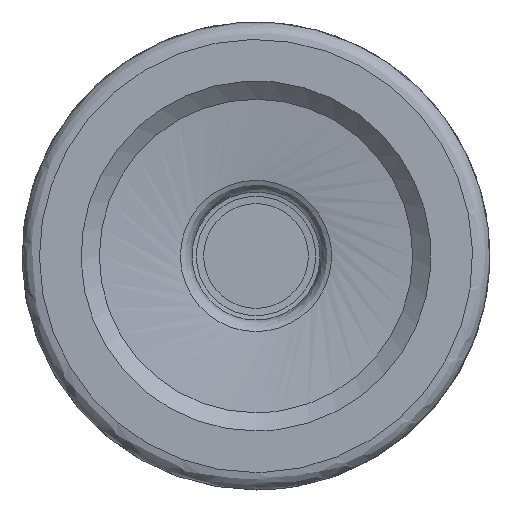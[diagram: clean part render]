
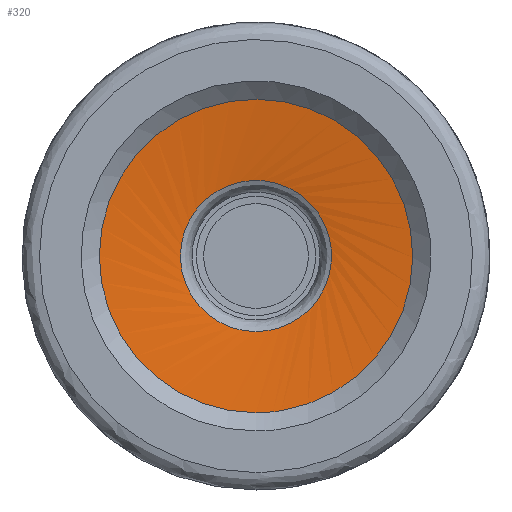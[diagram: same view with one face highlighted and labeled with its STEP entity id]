
A CAD part, left-side view. The second image highlights one B-rep face of the part: STEP entity #320.
In plain terms, the highlighted face is a revolution surface.
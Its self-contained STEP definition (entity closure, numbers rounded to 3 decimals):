
#30=LINE('',#837,#38);
#38=VECTOR('',#730,4.127);
#50=SURFACE_OF_REVOLUTION('',#30,#62);
#62=AXIS1_PLACEMENT('',#838,#731);
#286=FACE_BOUND('',#387,.T.);
#287=FACE_BOUND('',#388,.T.);
#320=ADVANCED_FACE('',(#286,#287),#50,.T.);
#387=EDGE_LOOP('',(#449));
#388=EDGE_LOOP('',(#450));
#449=ORIENTED_EDGE('',*,*,#514,.F.);
#450=ORIENTED_EDGE('',*,*,#513,.T.);
#482=VERTEX_POINT('',#832);
#483=VERTEX_POINT('',#836);
#513=EDGE_CURVE('',#482,#482,#544,.T.);
#514=EDGE_CURVE('',#483,#483,#545,.T.);
#544=CIRCLE('',#599,3.23);
#545=CIRCLE('',#601,6.699);
#599=AXIS2_PLACEMENT_3D('',#831,#723,#724);
#601=AXIS2_PLACEMENT_3D('',#835,#728,#729);
#723=DIRECTION('',(1.,0.,0.));
#724=DIRECTION('',(0.,0.,-1.));
#728=DIRECTION('',(1.,0.,0.));
#729=DIRECTION('',(0.,0.,-1.));
#730=DIRECTION('',(-0.115,-0.963,-0.242));
#731=DIRECTION('',(1.,0.,0.));
#831=CARTESIAN_POINT('',(1.139,0.,0.));
#832=CARTESIAN_POINT('',(1.139,0.,-3.23));
#835=CARTESIAN_POINT('',(0.664,0.,0.));
#836=CARTESIAN_POINT('',(0.664,0.,-6.699));
#837=CARTESIAN_POINT('',(1.139,-2.674,1.812));
#838=CARTESIAN_POINT('',(0.,0.,0.));
